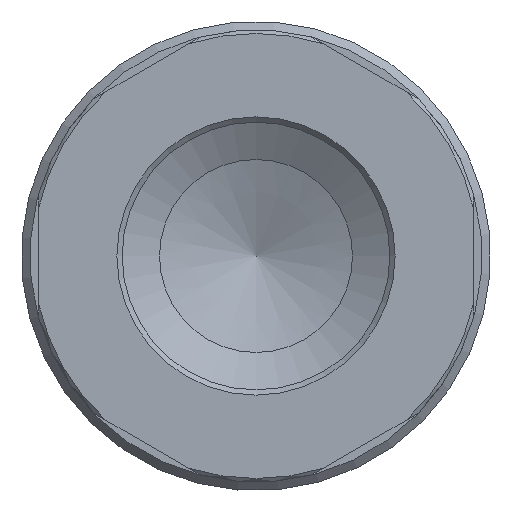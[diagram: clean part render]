
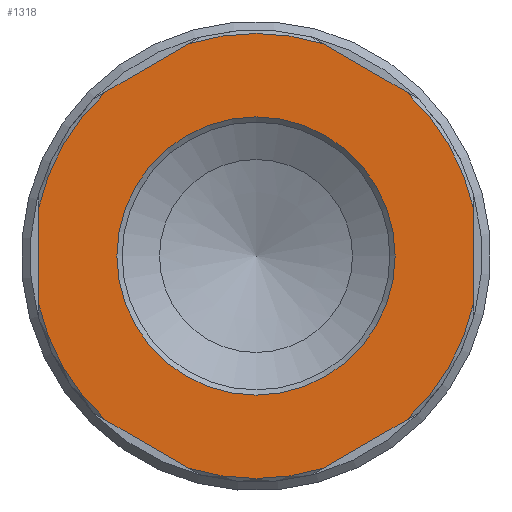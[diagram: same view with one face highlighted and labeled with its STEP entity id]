
A CAD part, left-side view. The second image highlights one B-rep face of the part: STEP entity #1318.
In plain terms, the highlighted planar face has unit normal (-1, 0, 0).
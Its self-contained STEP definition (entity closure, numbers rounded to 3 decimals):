
#63=FACE_BOUND('',#252,.T.);
#83=PLANE('',#1476);
#168=FACE_OUTER_BOUND('',#251,.T.);
#251=EDGE_LOOP('',(#1053,#1054,#1055,#1056,#1057,#1058,#1059,#1060,#1061,
#1062,#1063,#1064));
#252=EDGE_LOOP('',(#1065));
#314=LINE('',#2198,#376);
#318=LINE('',#2223,#380);
#322=LINE('',#2248,#384);
#326=LINE('',#2273,#388);
#330=LINE('',#2298,#392);
#334=LINE('',#2323,#396);
#376=VECTOR('',#1782,10.);
#380=VECTOR('',#1788,10.);
#384=VECTOR('',#1794,10.);
#388=VECTOR('',#1800,10.);
#392=VECTOR('',#1806,10.);
#396=VECTOR('',#1812,10.);
#454=CIRCLE('',#1469,8.);
#455=CIRCLE('',#1477,12.8);
#456=CIRCLE('',#1478,12.8);
#457=CIRCLE('',#1479,12.8);
#458=CIRCLE('',#1480,12.8);
#459=CIRCLE('',#1481,12.8);
#460=CIRCLE('',#1482,12.8);
#547=VERTEX_POINT('',#2171);
#549=VERTEX_POINT('',#2176);
#555=VERTEX_POINT('',#2194);
#557=VERTEX_POINT('',#2201);
#563=VERTEX_POINT('',#2219);
#565=VERTEX_POINT('',#2226);
#571=VERTEX_POINT('',#2244);
#573=VERTEX_POINT('',#2251);
#579=VERTEX_POINT('',#2269);
#581=VERTEX_POINT('',#2276);
#587=VERTEX_POINT('',#2294);
#589=VERTEX_POINT('',#2301);
#595=VERTEX_POINT('',#2319);
#707=EDGE_CURVE('',#547,#547,#454,.T.);
#716=EDGE_CURVE('',#549,#555,#314,.T.);
#724=EDGE_CURVE('',#557,#563,#318,.T.);
#732=EDGE_CURVE('',#565,#571,#322,.T.);
#740=EDGE_CURVE('',#573,#579,#326,.T.);
#748=EDGE_CURVE('',#581,#587,#330,.T.);
#756=EDGE_CURVE('',#589,#595,#334,.T.);
#757=EDGE_CURVE('',#557,#555,#455,.T.);
#758=EDGE_CURVE('',#565,#563,#456,.T.);
#759=EDGE_CURVE('',#573,#571,#457,.T.);
#760=EDGE_CURVE('',#581,#579,#458,.T.);
#761=EDGE_CURVE('',#589,#587,#459,.T.);
#762=EDGE_CURVE('',#549,#595,#460,.T.);
#1053=ORIENTED_EDGE('',*,*,#716,.T.);
#1054=ORIENTED_EDGE('',*,*,#757,.F.);
#1055=ORIENTED_EDGE('',*,*,#724,.T.);
#1056=ORIENTED_EDGE('',*,*,#758,.F.);
#1057=ORIENTED_EDGE('',*,*,#732,.T.);
#1058=ORIENTED_EDGE('',*,*,#759,.F.);
#1059=ORIENTED_EDGE('',*,*,#740,.T.);
#1060=ORIENTED_EDGE('',*,*,#760,.F.);
#1061=ORIENTED_EDGE('',*,*,#748,.T.);
#1062=ORIENTED_EDGE('',*,*,#761,.F.);
#1063=ORIENTED_EDGE('',*,*,#756,.T.);
#1064=ORIENTED_EDGE('',*,*,#762,.F.);
#1065=ORIENTED_EDGE('',*,*,#707,.T.);
#1318=ADVANCED_FACE('',(#168,#63),#83,.T.);
#1469=AXIS2_PLACEMENT_3D('',#2172,#1774,#1775);
#1476=AXIS2_PLACEMENT_3D('',#2324,#1813,#1814);
#1477=AXIS2_PLACEMENT_3D('',#2325,#1815,#1816);
#1478=AXIS2_PLACEMENT_3D('',#2326,#1817,#1818);
#1479=AXIS2_PLACEMENT_3D('',#2327,#1819,#1820);
#1480=AXIS2_PLACEMENT_3D('',#2328,#1821,#1822);
#1481=AXIS2_PLACEMENT_3D('',#2329,#1823,#1824);
#1482=AXIS2_PLACEMENT_3D('',#2330,#1825,#1826);
#1774=DIRECTION('center_axis',(1.,0.,0.));
#1775=DIRECTION('ref_axis',(0.,-1.,0.));
#1782=DIRECTION('',(0.,0.866,-0.5));
#1788=DIRECTION('',(0.,0.,-1.));
#1794=DIRECTION('',(0.,-0.866,-0.5));
#1800=DIRECTION('',(0.,-0.866,0.5));
#1806=DIRECTION('',(0.,0.,1.));
#1812=DIRECTION('',(0.,0.866,0.5));
#1813=DIRECTION('center_axis',(-1.,0.,0.));
#1814=DIRECTION('ref_axis',(0.,0.,1.));
#1815=DIRECTION('center_axis',(1.,0.,0.));
#1816=DIRECTION('ref_axis',(0.,-1.,0.));
#1817=DIRECTION('center_axis',(1.,0.,0.));
#1818=DIRECTION('ref_axis',(0.,-1.,0.));
#1819=DIRECTION('center_axis',(1.,0.,0.));
#1820=DIRECTION('ref_axis',(0.,-1.,0.));
#1821=DIRECTION('center_axis',(1.,0.,0.));
#1822=DIRECTION('ref_axis',(0.,-1.,0.));
#1823=DIRECTION('center_axis',(1.,0.,0.));
#1824=DIRECTION('ref_axis',(0.,-1.,0.));
#1825=DIRECTION('center_axis',(1.,0.,0.));
#1826=DIRECTION('ref_axis',(0.,-1.,0.));
#2171=CARTESIAN_POINT('',(0.,8.,0.));
#2172=CARTESIAN_POINT('Origin',(0.,0.,0.));
#2176=CARTESIAN_POINT('',(0.,3.864,12.203));
#2194=CARTESIAN_POINT('',(0.,8.636,9.448));
#2198=CARTESIAN_POINT('',(0.,3.125,12.63));
#2201=CARTESIAN_POINT('',(0.,12.5,2.755));
#2219=CARTESIAN_POINT('',(0.,12.5,-2.755));
#2223=CARTESIAN_POINT('',(0.,12.5,3.608));
#2226=CARTESIAN_POINT('',(0.,8.636,-9.448));
#2244=CARTESIAN_POINT('',(0.,3.864,-12.203));
#2248=CARTESIAN_POINT('',(0.,9.375,-9.021));
#2251=CARTESIAN_POINT('',(0.,-3.864,-12.203));
#2269=CARTESIAN_POINT('',(0.,-8.636,-9.448));
#2273=CARTESIAN_POINT('',(0.,-3.125,-12.63));
#2276=CARTESIAN_POINT('',(0.,-12.5,-2.755));
#2294=CARTESIAN_POINT('',(0.,-12.5,2.755));
#2298=CARTESIAN_POINT('',(0.,-12.5,-3.608));
#2301=CARTESIAN_POINT('',(0.,-8.636,9.448));
#2319=CARTESIAN_POINT('',(0.,-3.864,12.203));
#2323=CARTESIAN_POINT('',(0.,-9.375,9.021));
#2324=CARTESIAN_POINT('Origin',(0.,0.,0.));
#2325=CARTESIAN_POINT('Origin',(0.,0.,0.));
#2326=CARTESIAN_POINT('Origin',(0.,0.,0.));
#2327=CARTESIAN_POINT('Origin',(0.,0.,0.));
#2328=CARTESIAN_POINT('Origin',(0.,0.,0.));
#2329=CARTESIAN_POINT('Origin',(0.,0.,0.));
#2330=CARTESIAN_POINT('Origin',(0.,0.,0.));
